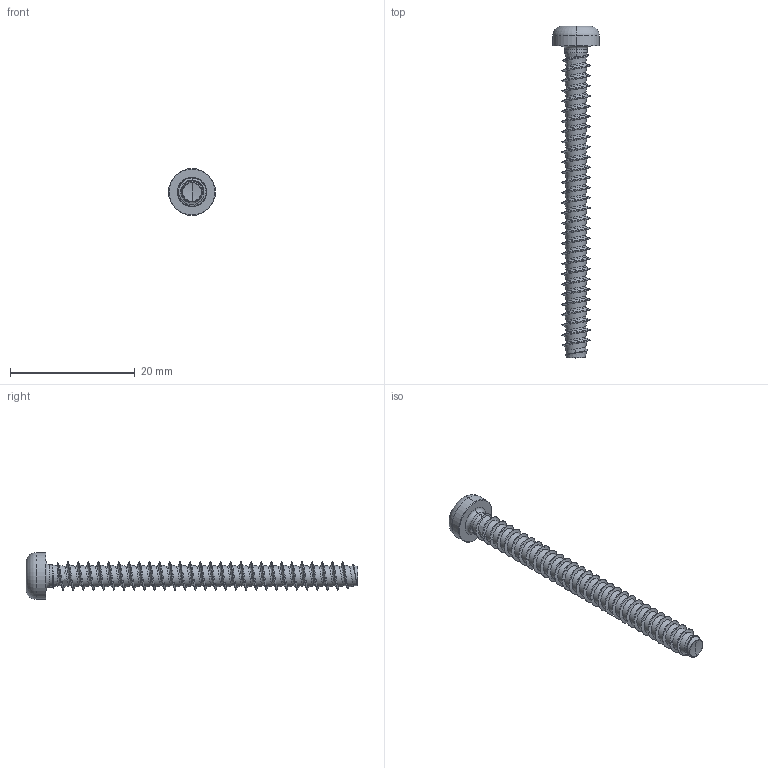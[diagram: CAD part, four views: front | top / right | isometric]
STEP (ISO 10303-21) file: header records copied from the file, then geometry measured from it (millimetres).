
FILE_DESCRIPTION (( 'STEP AP203' ), '1' );
FILE_NAME ('STP390450500.STEP', '2017-08-15T19:48:44', ( '' ), ( '' ), 'SwSTEP 2.0', 'SolidWorks 2015', '' );
FILE_SCHEMA (( 'CONFIG_CONTROL_DESIGN' ));
Length unit declared in the file: millimetre
Products named in the file (1): STP390450500
Bounding box: 7.5 x 53.19 x 7.5 mm (x, y, z)
Volume: 577.4 mm3; surface area: 1001.1 mm2
Topology: 1 solids, 1 shells, 140 faces, 368 edges, 230 vertices
Faces by surface type: cylinder 84, bspline 35, cone 9, torus 6, sphere 4, plane 2
Entity records: 39541 total; most frequent: CARTESIAN_POINT 36595, ORIENTED_EDGE 732, DIRECTION 429, EDGE_CURVE 366, VERTEX_POINT 230, AXIS2_PLACEMENT_3D 166, B_SPLINE_CURVE_WITH_KNOTS 149, EDGE_LOOP 142
